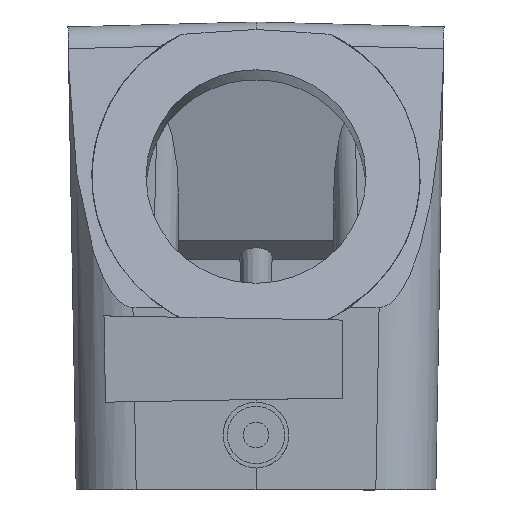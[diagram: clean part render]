
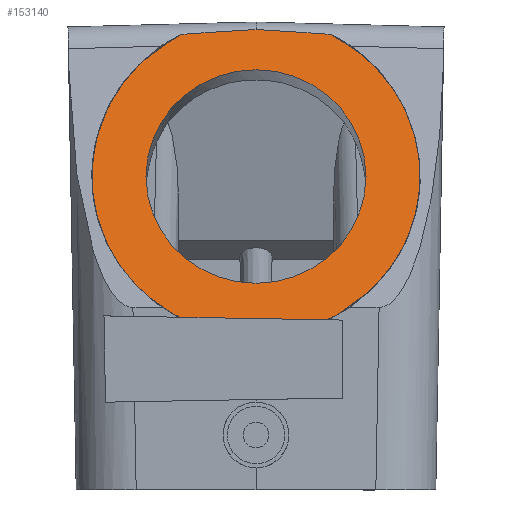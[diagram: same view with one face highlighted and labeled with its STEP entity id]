
A CAD part, front view. The second image highlights one B-rep face of the part: STEP entity #153140.
In plain terms, the highlighted face is planar.
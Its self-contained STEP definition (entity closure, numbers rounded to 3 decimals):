
#41880=CARTESIAN_POINT('',(-39.471,-49.449,
-8.05));
#41890=VERTEX_POINT('',#41880);
#41920=CARTESIAN_POINT('',(-35.149,-66.781,
0.947));
#41930=DIRECTION('',(0.97,0.242,
0.));
#41940=DIRECTION('',(0.,0.,1.));
#41950=AXIS2_PLACEMENT_3D('',#41920,#41930,#41940);
#41960=CIRCLE('',#41950,20.);
#41970=CARTESIAN_POINT('',(-30.831,-84.095,
-8.084));
#41980=VERTEX_POINT('',#41970);
#41990=EDGE_CURVE('',#41980,#41890,#41960,.T.);
#56450=CARTESIAN_POINT('',(-39.497,-49.343,
-7.045));
#56460=VERTEX_POINT('',#56450);
#56490=CARTESIAN_POINT('',(-39.124,-50.839,
-21.283));
#56500=DIRECTION('',(0.026,-0.104,
-0.994));
#56510=VECTOR('',#56500,1.);
#56520=LINE('',#56490,#56510);
#56530=EDGE_CURVE('',#56460,#41890,#56520,.T.);
#105030=CARTESIAN_POINT('',(-39.559,-49.095,
-21.283));
#105040=DIRECTION('',(-0.004,0.017,
-1.));
#105050=VECTOR('',#105040,1.);
#105060=LINE('',#105030,#105050);
#105070=CARTESIAN_POINT('',(-39.421,-49.647,
10.337));
#105080=VERTEX_POINT('',#105070);
#105090=EDGE_CURVE('',#105080,#56460,#105060,.T.);
#152690=CARTESIAN_POINT('',(-34.176,-70.682,
-21.315));
#152700=DIRECTION('',(0.97,0.242,
0.));
#152710=DIRECTION('',(0.,0.,1.));
#152720=AXIS2_PLACEMENT_3D('',#152690,#152700,#152710);
#152730=PLANE('',#152720);
#152740=CARTESIAN_POINT('',(-30.594,-85.047,
-111.648));
#152750=DIRECTION('',(0.97,0.242,
0.));
#152760=DIRECTION('',(-0.005,0.02,
1.));
#152770=AXIS2_PLACEMENT_3D('',#152740,#152750,#152760);
#152780=ELLIPSE('',#152770,134.885,3.5);
#152790=CARTESIAN_POINT('',(-30.831,-84.095,
9.978));
#152800=VERTEX_POINT('',#152790);
#152810=CARTESIAN_POINT('',(-30.686,-84.677,
0.947));
#152820=VERTEX_POINT('',#152810);
#152830=EDGE_CURVE('',#152800,#152820,#152780,.T.);
#152840=ORIENTED_EDGE('',*,*,#152830,.F.);
#152850=CARTESIAN_POINT('',(-30.594,-85.047,
113.542));
#152860=DIRECTION('',(0.97,0.242,
0.));
#152870=DIRECTION('',(0.005,-0.02,
1.));
#152880=AXIS2_PLACEMENT_3D('',#152850,#152860,#152870);
#152890=ELLIPSE('',#152880,134.885,3.5);
#152900=EDGE_CURVE('',#152820,#41980,#152890,.T.);
#152910=ORIENTED_EDGE('',*,*,#152900,.F.);
#152920=ORIENTED_EDGE('',*,*,#41990,.F.);
#152930=ORIENTED_EDGE('',*,*,#56530,.T.);
#152940=ORIENTED_EDGE('',*,*,#105090,.T.);
#152950=EDGE_CURVE('',#105080,#152800,#41960,.T.);
#152960=ORIENTED_EDGE('',*,*,#152950,.F.);
#152970=EDGE_LOOP('',(#152960,#152940,#152930,#152920,#152910,#152840));
#152980=FACE_OUTER_BOUND('',#152970,.T.);
#152990=CARTESIAN_POINT('',(-35.149,-66.781,
0.947));
#153000=DIRECTION('',(-0.97,-0.242,
0.));
#153010=DIRECTION('',(0.,0.,-1.));
#153020=AXIS2_PLACEMENT_3D('',#152990,#153000,#153010);
#153030=CIRCLE('',#153020,13.4);
#153040=CARTESIAN_POINT('',(-35.149,-66.781,
-12.453));
#153050=VERTEX_POINT('',#153040);
#153060=CARTESIAN_POINT('',(-35.149,-66.781,
14.347));
#153070=VERTEX_POINT('',#153060);
#153080=EDGE_CURVE('',#153050,#153070,#153030,.T.);
#153090=ORIENTED_EDGE('',*,*,#153080,.F.);
#153100=EDGE_CURVE('',#153070,#153050,#153030,.T.);
#153110=ORIENTED_EDGE('',*,*,#153100,.F.);
#153120=EDGE_LOOP('',(#153110,#153090));
#153130=FACE_BOUND('',#153120,.T.);
#153140=ADVANCED_FACE('',(#152980,#153130),#152730,.F.);
